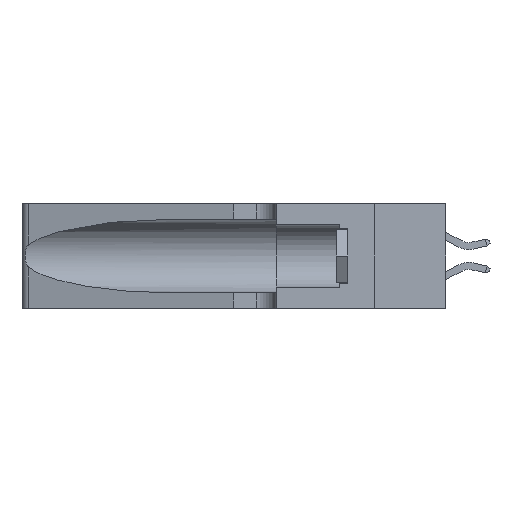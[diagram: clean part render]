
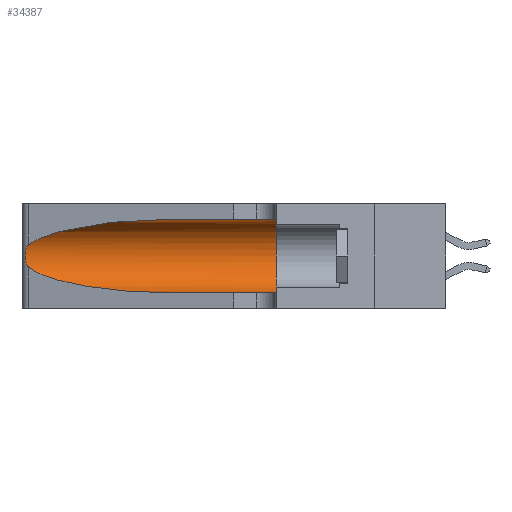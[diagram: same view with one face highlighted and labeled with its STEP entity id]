
A CAD part, left-side view. The second image highlights one B-rep face of the part: STEP entity #34387.
In plain terms, the highlighted cylindrical face has radius 3.308 mm (diameter 6.617 mm), a partial arc.
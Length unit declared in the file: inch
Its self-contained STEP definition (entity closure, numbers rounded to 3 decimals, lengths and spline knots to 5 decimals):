
#281 = ORIENTED_EDGE ( 'NONE', *, *, #29298, .T. ) ;
#1271 = CARTESIAN_POINT ( 'NONE',  ( 0.25555, 1.22994, 0.2215 ) ) ;
#1401 = CARTESIAN_POINT ( 'NONE',  ( 0.26018, 1.23835, 0.19895 ) ) ;
#1654 = DIRECTION ( 'NONE',  ( 0., 1., 0. ) ) ;
#3011 = CARTESIAN_POINT ( 'NONE',  ( 0.1305, 0.72297, 0.31525 ) ) ;
#4041 = VECTOR ( 'NONE', #29866, 39.37008 ) ;
#4233 = VECTOR ( 'NONE', #18768, 39.37008 ) ;
#4334 = CARTESIAN_POINT ( 'NONE',  ( 0.26075, 1.23896, 0.178 ) ) ;
#4387 =( BOUNDED_CURVE ( )  B_SPLINE_CURVE ( 3, ( #17324, #37231, #8634, #28765 ),
 .UNSPECIFIED., .F., .F. ) 
 B_SPLINE_CURVE_WITH_KNOTS ( ( 4, 4 ),
 ( 1.5708, 2.84003 ),
 .UNSPECIFIED. ) 
 CURVE ( )  GEOMETRIC_REPRESENTATION_ITEM ( )  RATIONAL_B_SPLINE_CURVE ( ( 1., 0.87, 0.87, 1. ) ) 
 REPRESENTATION_ITEM ( '' )  );
#5369 = CARTESIAN_POINT ( 'NONE',  ( 0.18966, 0.96281, 0.05475 ) ) ;
#6593 = CARTESIAN_POINT ( 'NONE',  ( 0.1305, 0.72297, 0.05475 ) ) ;
#6723 = ORIENTED_EDGE ( 'NONE', *, *, #7438, .T. ) ;
#7268 = CARTESIAN_POINT ( 'NONE',  ( 0.25856, 1.23593, 0.16098 ) ) ;
#7391 = EDGE_LOOP ( 'NONE', ( #281, #12019, #6723, #12302, #33585, #34464 ) ) ;
#7438 = EDGE_CURVE ( 'NONE', #26067, #33124, #33930, .T. ) ;
#8265 = CARTESIAN_POINT ( 'NONE',  ( 0.25487, 1.22718, 0.14631 ) ) ;
#8577 = VERTEX_POINT ( 'NONE', #24477 ) ;
#8634 = CARTESIAN_POINT ( 'NONE',  ( 0.2373, 1.15595, 0.28018 ) ) ;
#9160 = CIRCLE ( 'NONE', #12232, 0.13025 ) ;
#10104 = CARTESIAN_POINT ( 'NONE',  ( 0.1305, 0.35, 0.05475 ) ) ;
#10171 = CARTESIAN_POINT ( 'NONE',  ( 0.25639, 1.23186, 0.15144 ) ) ;
#10228 = EDGE_CURVE ( 'NONE', #11337, #22310, #19717, .T. ) ;
#11192 = CARTESIAN_POINT ( 'NONE',  ( 0.1305, 0.72297, 0.05475 ) ) ;
#11337 = VERTEX_POINT ( 'NONE', #3011 ) ;
#12019 = ORIENTED_EDGE ( 'NONE', *, *, #22005, .T. ) ;
#12232 = AXIS2_PLACEMENT_3D ( 'NONE', #19100, #1654, #21957 ) ;
#12302 = ORIENTED_EDGE ( 'NONE', *, *, #22580, .T. ) ;
#13134 = CARTESIAN_POINT ( 'NONE',  ( 0.25487, 1.22718, 0.14631 ) ) ;
#13351 = CARTESIAN_POINT ( 'NONE',  ( 0.25487, 1.22718, 0.14631 ) ) ;
#15063 = CARTESIAN_POINT ( 'NONE',  ( 0.1305, 1.61858, 0.185 ) ) ;
#15940 = CARTESIAN_POINT ( 'NONE',  ( 0.25639, 1.23184, 0.21858 ) ) ;
#17324 = CARTESIAN_POINT ( 'NONE',  ( 0.1305, 0.72297, 0.31525 ) ) ;
#17622 = AXIS2_PLACEMENT_3D ( 'NONE', #15063, #32176, #23611 ) ;
#18768 = DIRECTION ( 'NONE',  ( 0., -1., 0. ) ) ;
#18860 = CARTESIAN_POINT ( 'NONE',  ( 0.25854, 1.2359, 0.20912 ) ) ;
#19100 = CARTESIAN_POINT ( 'NONE',  ( 0.1305, 0.35, 0.185 ) ) ;
#19717 = LINE ( 'NONE', #27333, #4233 ) ;
#20225 = CARTESIAN_POINT ( 'NONE',  ( 0.1305, 0.35, 0.31525 ) ) ;
#21728 = CARTESIAN_POINT ( 'NONE',  ( 0.26075, 1.23896, 0.19203 ) ) ;
#21957 = DIRECTION ( 'NONE',  ( 0., 0., 1. ) ) ;
#22005 = EDGE_CURVE ( 'NONE', #8577, #26067, #24561, .T. ) ;
#22061 = CYLINDRICAL_SURFACE ( 'NONE', #17622, 0.13025 ) ;
#22310 = VERTEX_POINT ( 'NONE', #20225 ) ;
#22580 = EDGE_CURVE ( 'NONE', #33124, #29618, #34658, .T. ) ;
#23611 = DIRECTION ( 'NONE',  ( 0., 0., -1. ) ) ;
#24077 = EDGE_CURVE ( 'NONE', #22310, #29618, #9160, .T. ) ;
#24477 = CARTESIAN_POINT ( 'NONE',  ( 0.25487, 1.22718, 0.22369 ) ) ;
#24561 = B_SPLINE_CURVE_WITH_KNOTS ( 'NONE', 3,
 ( #30150, #1271, #15940, #35876, #18860, #1401, #21728, #4334, #24579, #7268, #27433, #10171, #30274, #13134 ),
 .UNSPECIFIED., .F., .F.,
 ( 4, 2, 2, 2, 2, 2, 4 ),
 ( 0., 0.00027, 0.00053, 0.00107, 0.0016, 0.00187, 0.00214 ),
 .UNSPECIFIED. ) ;
#24579 = CARTESIAN_POINT ( 'NONE',  ( 0.26017, 1.23833, 0.17102 ) ) ;
#25562 = CARTESIAN_POINT ( 'NONE',  ( 0.2373, 1.15595, 0.08982 ) ) ;
#26067 = VERTEX_POINT ( 'NONE', #13351 ) ;
#27020 = CARTESIAN_POINT ( 'NONE',  ( 0.1305, 1.61858, 0.05475 ) ) ;
#27333 = CARTESIAN_POINT ( 'NONE',  ( 0.1305, 1.61858, 0.31525 ) ) ;
#27433 = CARTESIAN_POINT ( 'NONE',  ( 0.25789, 1.23486, 0.15765 ) ) ;
#28765 = CARTESIAN_POINT ( 'NONE',  ( 0.25487, 1.22718, 0.22369 ) ) ;
#29298 = EDGE_CURVE ( 'NONE', #11337, #8577, #4387, .T. ) ;
#29618 = VERTEX_POINT ( 'NONE', #10104 ) ;
#29866 = DIRECTION ( 'NONE',  ( 0., -1., 0. ) ) ;
#30150 = CARTESIAN_POINT ( 'NONE',  ( 0.25487, 1.22718, 0.22369 ) ) ;
#30274 = CARTESIAN_POINT ( 'NONE',  ( 0.25555, 1.22993, 0.14849 ) ) ;
#30492 = FACE_OUTER_BOUND ( 'NONE', #7391, .T. ) ;
#32176 = DIRECTION ( 'NONE',  ( 0., -1., 0. ) ) ;
#33124 = VERTEX_POINT ( 'NONE', #6593 ) ;
#33585 = ORIENTED_EDGE ( 'NONE', *, *, #24077, .F. ) ;
#33930 =( BOUNDED_CURVE ( )  B_SPLINE_CURVE ( 3, ( #8265, #25562, #5369, #11192 ),
 .UNSPECIFIED., .F., .T. ) 
 B_SPLINE_CURVE_WITH_KNOTS ( ( 4, 4 ),
 ( 3.44316, 4.71239 ),
 .UNSPECIFIED. ) 
 CURVE ( )  GEOMETRIC_REPRESENTATION_ITEM ( )  RATIONAL_B_SPLINE_CURVE ( ( 1., 0.87, 0.87, 1. ) ) 
 REPRESENTATION_ITEM ( '' )  );
#34387 = ADVANCED_FACE ( 'NONE', ( #30492 ), #22061, .F. ) ;
#34464 = ORIENTED_EDGE ( 'NONE', *, *, #10228, .F. ) ;
#34658 = LINE ( 'NONE', #27020, #4041 ) ;
#35876 = CARTESIAN_POINT ( 'NONE',  ( 0.25787, 1.23484, 0.2124 ) ) ;
#37231 = CARTESIAN_POINT ( 'NONE',  ( 0.18966, 0.96281, 0.31525 ) ) ;
